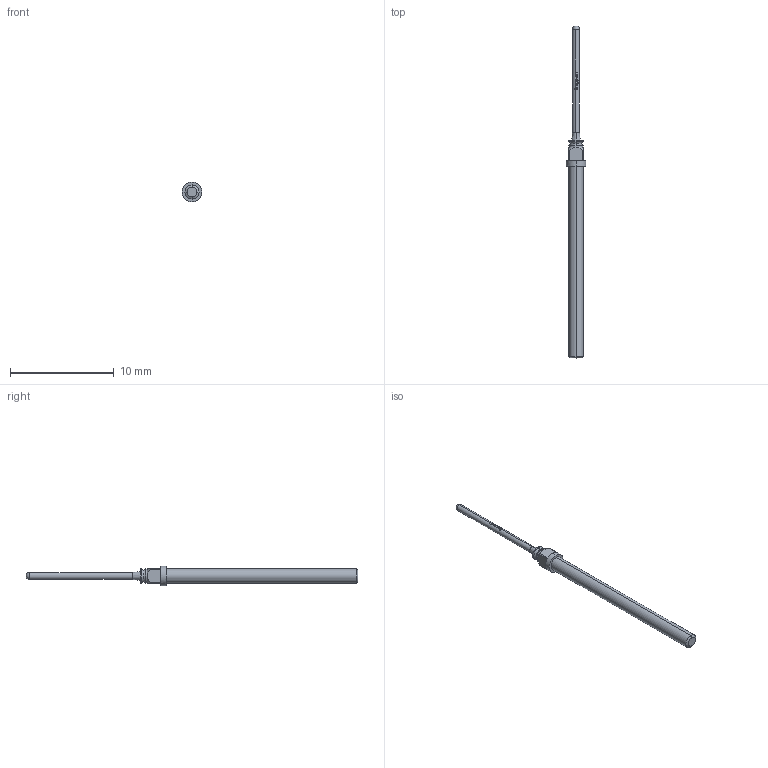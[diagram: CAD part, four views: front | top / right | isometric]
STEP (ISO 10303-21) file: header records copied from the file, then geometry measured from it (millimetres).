
FILE_DESCRIPTION (( 'STEP AP203' ), '1' );
FILE_NAME ('INGUN_GKS-899_355_065_A_xx02_M-L41.STEP', '2022-05-09T12:44:57', ( 'ochi' ), ( '' ), 'SwSTEP 2.0', 'SolidWorks 2018', '' );
FILE_SCHEMA (( 'CONFIG_CONTROL_DESIGN' ));
Length unit declared in the file: millimetre
Products named in the file (1): INGUN_GKS-899_355_065_A_xx02_M-L41
Bounding box: 1.9 x 32 x 1.9 mm (x, y, z)
Volume: 35.7 mm3; surface area: 119.9 mm2
Topology: 1 solids, 1 shells, 104 faces, 286 edges, 187 vertices
Faces by surface type: plane 42, cylinder 29, bspline 22, cone 6, torus 4, sphere 1
Entity records: 4086 total; most frequent: CARTESIAN_POINT 1798, ORIENTED_EDGE 568, DIRECTION 292, EDGE_CURVE 284, B_SPLINE_CURVE_WITH_KNOTS 198, VERTEX_POINT 186, AXIS2_PLACEMENT_3D 123, EDGE_LOOP 108
